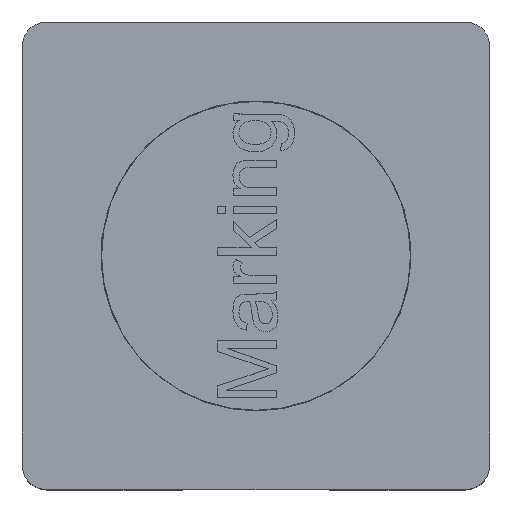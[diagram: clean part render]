
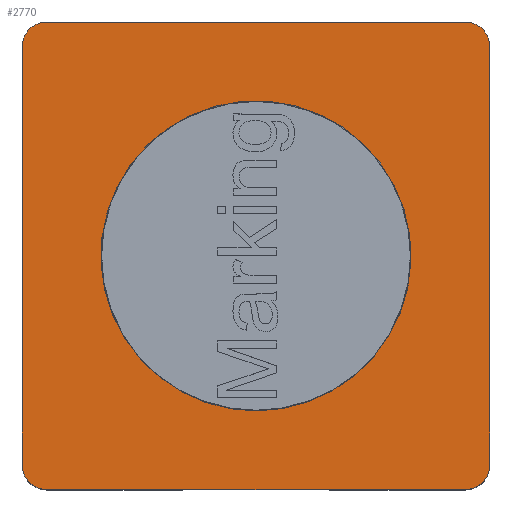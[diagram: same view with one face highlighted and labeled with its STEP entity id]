
A CAD part, top view. The second image highlights one B-rep face of the part: STEP entity #2770.
In plain terms, the highlighted planar face has unit normal (0, 0, 1).
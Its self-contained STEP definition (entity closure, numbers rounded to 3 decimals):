
#47=LINE('',#4342,#255);
#48=LINE('',#4344,#256);
#51=LINE('',#4350,#259);
#52=LINE('',#4353,#260);
#255=VECTOR('',#3077,1000.);
#256=VECTOR('',#3080,1000.);
#259=VECTOR('',#3085,1000.);
#260=VECTOR('',#3088,1000.);
#462=PLANE('',#2903);
#543=CIRCLE('',#2889,1.26);
#545=CIRCLE('',#2894,0.2);
#547=CIRCLE('',#2897,0.2);
#549=CIRCLE('',#2900,0.2);
#550=CIRCLE('',#2904,0.2);
#628=ORIENTED_EDGE('',*,*,#1166,.T.);
#629=ORIENTED_EDGE('',*,*,#1167,.T.);
#630=ORIENTED_EDGE('',*,*,#1163,.T.);
#631=ORIENTED_EDGE('',*,*,#1157,.T.);
#632=ORIENTED_EDGE('',*,*,#1162,.T.);
#633=ORIENTED_EDGE('',*,*,#1153,.T.);
#634=ORIENTED_EDGE('',*,*,#1168,.T.);
#635=ORIENTED_EDGE('',*,*,#1149,.T.);
#636=ORIENTED_EDGE('',*,*,#1139,.T.);
#1139=EDGE_CURVE('',#1414,#1414,#543,.T.);
#1149=EDGE_CURVE('',#1420,#1422,#545,.T.);
#1153=EDGE_CURVE('',#1424,#1426,#547,.T.);
#1157=EDGE_CURVE('',#1428,#1430,#549,.T.);
#1162=EDGE_CURVE('',#1430,#1424,#47,.T.);
#1163=EDGE_CURVE('',#1433,#1428,#48,.T.);
#1166=EDGE_CURVE('',#1422,#1435,#51,.T.);
#1167=EDGE_CURVE('',#1435,#1433,#550,.T.);
#1168=EDGE_CURVE('',#1426,#1420,#52,.T.);
#1414=VERTEX_POINT('',#4295);
#1420=VERTEX_POINT('',#4311);
#1422=VERTEX_POINT('',#4315);
#1424=VERTEX_POINT('',#4320);
#1426=VERTEX_POINT('',#4324);
#1428=VERTEX_POINT('',#4329);
#1430=VERTEX_POINT('',#4333);
#1433=VERTEX_POINT('',#4345);
#1435=VERTEX_POINT('',#4351);
#1644=EDGE_LOOP('',(#628,#629,#630,#631,#632,#633,#634,#635));
#1645=EDGE_LOOP('',(#636));
#1791=FACE_BOUND('',#1644,.T.);
#1792=FACE_BOUND('',#1645,.T.);
#2770=ADVANCED_FACE('',(#1791,#1792),#462,.T.);
#2889=AXIS2_PLACEMENT_3D('',#4294,#3035,#3036);
#2894=AXIS2_PLACEMENT_3D('',#4316,#3053,#3054);
#2897=AXIS2_PLACEMENT_3D('',#4325,#3061,#3062);
#2900=AXIS2_PLACEMENT_3D('',#4334,#3069,#3070);
#2903=AXIS2_PLACEMENT_3D('',#4349,#3083,#3084);
#2904=AXIS2_PLACEMENT_3D('',#4352,#3086,#3087);
#3035=DIRECTION('',(0.,0.,-1.));
#3036=DIRECTION('',(0.,1.,0.));
#3053=DIRECTION('',(0.,0.,1.));
#3054=DIRECTION('',(1.,0.,0.));
#3061=DIRECTION('',(0.,0.,1.));
#3062=DIRECTION('',(1.,0.,0.));
#3069=DIRECTION('',(0.,0.,1.));
#3070=DIRECTION('',(1.,0.,0.));
#3077=DIRECTION('',(-1.,0.,0.));
#3080=DIRECTION('',(0.,1.,0.));
#3083=DIRECTION('',(0.,0.,1.));
#3084=DIRECTION('',(1.,0.,0.));
#3085=DIRECTION('',(1.,0.,0.));
#3086=DIRECTION('',(0.,0.,1.));
#3087=DIRECTION('',(1.,0.,0.));
#3088=DIRECTION('',(0.,-1.,0.));
#4294=CARTESIAN_POINT('',(0.,0.,0.));
#4295=CARTESIAN_POINT('',(0.,1.26,0.));
#4311=CARTESIAN_POINT('',(-1.9,-1.7,0.));
#4315=CARTESIAN_POINT('',(-1.7,-1.9,0.));
#4316=CARTESIAN_POINT('',(-1.7,-1.7,0.));
#4320=CARTESIAN_POINT('',(-1.7,1.9,0.));
#4324=CARTESIAN_POINT('',(-1.9,1.7,0.));
#4325=CARTESIAN_POINT('',(-1.7,1.7,0.));
#4329=CARTESIAN_POINT('',(1.9,1.7,0.));
#4333=CARTESIAN_POINT('',(1.7,1.9,0.));
#4334=CARTESIAN_POINT('',(1.7,1.7,0.));
#4342=CARTESIAN_POINT('',(1.9,1.9,0.));
#4344=CARTESIAN_POINT('',(1.9,-1.9,0.));
#4345=CARTESIAN_POINT('',(1.9,-1.7,0.));
#4349=CARTESIAN_POINT('',(-1.9,-1.9,0.));
#4350=CARTESIAN_POINT('',(-1.9,-1.9,0.));
#4351=CARTESIAN_POINT('',(1.7,-1.9,0.));
#4352=CARTESIAN_POINT('',(1.7,-1.7,0.));
#4353=CARTESIAN_POINT('',(-1.9,1.9,0.));
